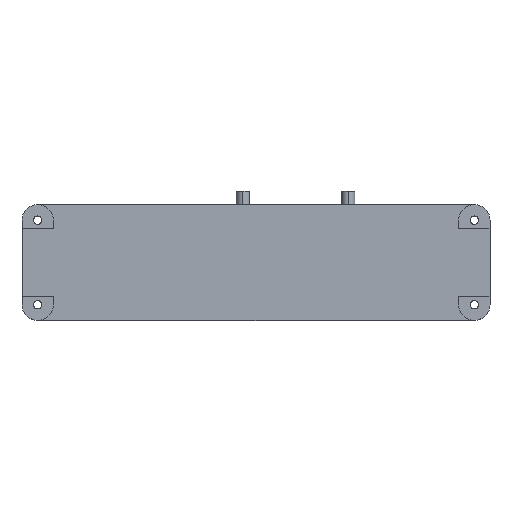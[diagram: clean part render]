
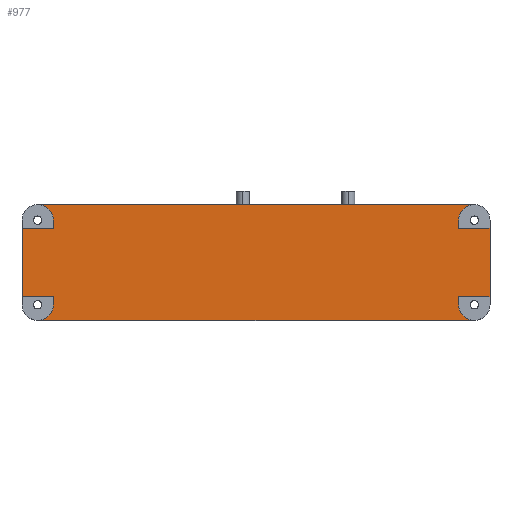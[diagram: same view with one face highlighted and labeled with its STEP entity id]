
A CAD part, top view. The second image highlights one B-rep face of the part: STEP entity #977.
In plain terms, the highlighted planar face has unit normal (0, 0, 1).
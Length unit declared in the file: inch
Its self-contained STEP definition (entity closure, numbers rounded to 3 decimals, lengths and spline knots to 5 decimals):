
#13 = VERTEX_POINT ( 'NONE', #193 ) ;
#17 = LINE ( 'NONE', #70, #64 ) ;
#21 = DIRECTION ( 'NONE',  ( 0., 0., -1. ) ) ;
#47 = ORIENTED_EDGE ( 'NONE', *, *, #81, .F. ) ;
#64 = VECTOR ( 'NONE', #1234, 39.37008 ) ;
#70 = CARTESIAN_POINT ( 'NONE',  ( 0., 0., 0.285 ) ) ;
#81 = EDGE_CURVE ( 'NONE', #2101, #115, #417, .T. ) ;
#99 = VECTOR ( 'NONE', #470, 39.37008 ) ;
#113 = VECTOR ( 'NONE', #2067, 39.37008 ) ;
#115 = VERTEX_POINT ( 'NONE', #325 ) ;
#121 = DIRECTION ( 'NONE',  ( 1., 0., 0. ) ) ;
#132 = CARTESIAN_POINT ( 'NONE',  ( 1.69587, -0.95157, 0.285 ) ) ;
#150 = CIRCLE ( 'NONE', #1848, 0.14843 ) ;
#153 = CARTESIAN_POINT ( 'NONE',  ( 1.84429, 0., 0.285 ) ) ;
#164 = EDGE_CURVE ( 'NONE', #1075, #1758, #1367, .T. ) ;
#184 = EDGE_CURVE ( 'NONE', #1416, #238, #1754, .T. ) ;
#187 = CIRCLE ( 'NONE', #653, 0.14843 ) ;
#193 = CARTESIAN_POINT ( 'NONE',  ( 1.54744, -0.95157, 0.285 ) ) ;
#208 = VECTOR ( 'NONE', #638, 39.37008 ) ;
#210 = VECTOR ( 'NONE', #1981, 39.37008 ) ;
#211 = DIRECTION ( 'NONE',  ( 1., 0., 0. ) ) ;
#233 = CARTESIAN_POINT ( 'NONE',  ( -2.59429, -0.875, 0.285 ) ) ;
#238 = VERTEX_POINT ( 'NONE', #440 ) ;
#285 = CARTESIAN_POINT ( 'NONE',  ( -2.44587, -0.95157, 0.285 ) ) ;
#310 = CARTESIAN_POINT ( 'NONE',  ( 1.84429, -0.225, 0.285 ) ) ;
#324 = ORIENTED_EDGE ( 'NONE', *, *, #430, .F. ) ;
#325 = CARTESIAN_POINT ( 'NONE',  ( -2.44587, -1.1, 0.285 ) ) ;
#332 = CARTESIAN_POINT ( 'NONE',  ( 0., -1.1, 0.285 ) ) ;
#335 = CIRCLE ( 'NONE', #625, 0.14843 ) ;
#360 = EDGE_CURVE ( 'NONE', #115, #2125, #335, .T. ) ;
#376 = CARTESIAN_POINT ( 'NONE',  ( 1.54744, -0.225, 0.285 ) ) ;
#393 = EDGE_CURVE ( 'NONE', #1890, #1653, #187, .T. ) ;
#417 = LINE ( 'NONE', #332, #2068 ) ;
#430 = EDGE_CURVE ( 'NONE', #1693, #1817, #1384, .T. ) ;
#433 = LINE ( 'NONE', #1076, #2034 ) ;
#434 = CARTESIAN_POINT ( 'NONE',  ( 1.69587, -1.1, 0.285 ) ) ;
#440 = CARTESIAN_POINT ( 'NONE',  ( -2.29744, -0.875, 0.285 ) ) ;
#453 = EDGE_CURVE ( 'NONE', #1445, #909, #1829, .T. ) ;
#463 = ORIENTED_EDGE ( 'NONE', *, *, #184, .T. ) ;
#466 = DIRECTION ( 'NONE',  ( 0., 0., 1. ) ) ;
#470 = DIRECTION ( 'NONE',  ( 0., -1., 0. ) ) ;
#471 = DIRECTION ( 'NONE',  ( 0., -1., 0. ) ) ;
#522 = DIRECTION ( 'NONE',  ( 1., 0., 0. ) ) ;
#536 = CARTESIAN_POINT ( 'NONE',  ( 0., -0.225, 0.285 ) ) ;
#557 = ORIENTED_EDGE ( 'NONE', *, *, #453, .T. ) ;
#558 = ORIENTED_EDGE ( 'NONE', *, *, #1000, .F. ) ;
#563 = LINE ( 'NONE', #1736, #113 ) ;
#590 = EDGE_LOOP ( 'NONE', ( #973, #2026, #2001, #557, #2002, #1713, #1803, #324, #558, #463, #791, #1937, #47, #917, #1527, #918 ) ) ;
#600 = EDGE_CURVE ( 'NONE', #729, #1758, #1517, .T. ) ;
#625 = AXIS2_PLACEMENT_3D ( 'NONE', #285, #2097, #121 ) ;
#638 = DIRECTION ( 'NONE',  ( 0., 1., 0. ) ) ;
#644 = CARTESIAN_POINT ( 'NONE',  ( 1.54744, 0., 0.285 ) ) ;
#653 = AXIS2_PLACEMENT_3D ( 'NONE', #920, #1390, #859 ) ;
#670 = VECTOR ( 'NONE', #988, 39.37008 ) ;
#701 = FACE_OUTER_BOUND ( 'NONE', #590, .T. ) ;
#724 = VECTOR ( 'NONE', #910, 39.37008 ) ;
#729 = VERTEX_POINT ( 'NONE', #1219 ) ;
#744 = AXIS2_PLACEMENT_3D ( 'NONE', #1609, #466, #1616 ) ;
#777 = EDGE_CURVE ( 'NONE', #1653, #1817, #433, .T. ) ;
#791 = ORIENTED_EDGE ( 'NONE', *, *, #1278, .F. ) ;
#821 = CARTESIAN_POINT ( 'NONE',  ( 1.54744, 0., 0.285 ) ) ;
#826 = LINE ( 'NONE', #644, #1697 ) ;
#838 = EDGE_CURVE ( 'NONE', #1785, #1075, #1540, .T. ) ;
#859 = DIRECTION ( 'NONE',  ( 1., 0., 0. ) ) ;
#905 = DIRECTION ( 'NONE',  ( 1., 0., 0. ) ) ;
#909 = VERTEX_POINT ( 'NONE', #1257 ) ;
#910 = DIRECTION ( 'NONE',  ( 1., 0., 0. ) ) ;
#917 = ORIENTED_EDGE ( 'NONE', *, *, #1090, .F. ) ;
#918 = ORIENTED_EDGE ( 'NONE', *, *, #600, .T. ) ;
#920 = CARTESIAN_POINT ( 'NONE',  ( -2.44587, -0.14843, 0.285 ) ) ;
#957 = VECTOR ( 'NONE', #211, 39.37008 ) ;
#973 = ORIENTED_EDGE ( 'NONE', *, *, #164, .F. ) ;
#977 = ADVANCED_FACE ( 'NONE', ( #701 ), #1435, .T. ) ;
#988 = DIRECTION ( 'NONE',  ( 0., 1., 0. ) ) ;
#1000 = EDGE_CURVE ( 'NONE', #1416, #1693, #1192, .T. ) ;
#1075 = VERTEX_POINT ( 'NONE', #310 ) ;
#1076 = CARTESIAN_POINT ( 'NONE',  ( -2.29744, 0., 0.285 ) ) ;
#1090 = EDGE_CURVE ( 'NONE', #13, #2101, #150, .T. ) ;
#1133 = DIRECTION ( 'NONE',  ( 0., 0., 1. ) ) ;
#1160 = DIRECTION ( 'NONE',  ( -1., 0., 0. ) ) ;
#1188 = CARTESIAN_POINT ( 'NONE',  ( 1.69587, -0.14843, 0.285 ) ) ;
#1192 = LINE ( 'NONE', #1456, #208 ) ;
#1198 = CARTESIAN_POINT ( 'NONE',  ( -2.29744, -0.225, 0.285 ) ) ;
#1211 = AXIS2_PLACEMENT_3D ( 'NONE', #1188, #21, #522 ) ;
#1219 = CARTESIAN_POINT ( 'NONE',  ( 1.54744, -0.875, 0.285 ) ) ;
#1234 = DIRECTION ( 'NONE',  ( 1., 0., 0. ) ) ;
#1257 = CARTESIAN_POINT ( 'NONE',  ( 1.69587, 0., 0.285 ) ) ;
#1278 = EDGE_CURVE ( 'NONE', #2125, #238, #563, .T. ) ;
#1324 = VECTOR ( 'NONE', #905, 39.37008 ) ;
#1326 = CARTESIAN_POINT ( 'NONE',  ( -2.44587, 0., 0.285 ) ) ;
#1342 = EDGE_CURVE ( 'NONE', #1890, #909, #17, .T. ) ;
#1367 = LINE ( 'NONE', #153, #99 ) ;
#1384 = LINE ( 'NONE', #536, #957 ) ;
#1388 = DIRECTION ( 'NONE',  ( 0., -1., 0. ) ) ;
#1390 = DIRECTION ( 'NONE',  ( 0., 0., -1. ) ) ;
#1416 = VERTEX_POINT ( 'NONE', #233 ) ;
#1435 = PLANE ( 'NONE',  #744 ) ;
#1445 = VERTEX_POINT ( 'NONE', #1870 ) ;
#1456 = CARTESIAN_POINT ( 'NONE',  ( -2.59429, 0., 0.285 ) ) ;
#1477 = CARTESIAN_POINT ( 'NONE',  ( -2.29744, -0.14843, 0.285 ) ) ;
#1493 = CARTESIAN_POINT ( 'NONE',  ( 0., -0.875, 0.285 ) ) ;
#1517 = LINE ( 'NONE', #1493, #210 ) ;
#1527 = ORIENTED_EDGE ( 'NONE', *, *, #1966, .F. ) ;
#1540 = LINE ( 'NONE', #1560, #724 ) ;
#1560 = CARTESIAN_POINT ( 'NONE',  ( 0., -0.225, 0.285 ) ) ;
#1576 = LINE ( 'NONE', #821, #670 ) ;
#1609 = CARTESIAN_POINT ( 'NONE',  ( 0., 0., 0.285 ) ) ;
#1612 = CARTESIAN_POINT ( 'NONE',  ( 0., -0.875, 0.285 ) ) ;
#1616 = DIRECTION ( 'NONE',  ( 1., 0., 0. ) ) ;
#1653 = VERTEX_POINT ( 'NONE', #1477 ) ;
#1693 = VERTEX_POINT ( 'NONE', #2133 ) ;
#1697 = VECTOR ( 'NONE', #471, 39.37008 ) ;
#1709 = EDGE_CURVE ( 'NONE', #1785, #1445, #1576, .T. ) ;
#1713 = ORIENTED_EDGE ( 'NONE', *, *, #393, .T. ) ;
#1736 = CARTESIAN_POINT ( 'NONE',  ( -2.29744, 0., 0.285 ) ) ;
#1747 = CARTESIAN_POINT ( 'NONE',  ( -2.29744, -0.95157, 0.285 ) ) ;
#1754 = LINE ( 'NONE', #1612, #1324 ) ;
#1758 = VERTEX_POINT ( 'NONE', #1844 ) ;
#1785 = VERTEX_POINT ( 'NONE', #376 ) ;
#1803 = ORIENTED_EDGE ( 'NONE', *, *, #777, .T. ) ;
#1817 = VERTEX_POINT ( 'NONE', #1198 ) ;
#1829 = CIRCLE ( 'NONE', #1211, 0.14843 ) ;
#1844 = CARTESIAN_POINT ( 'NONE',  ( 1.84429, -0.875, 0.285 ) ) ;
#1848 = AXIS2_PLACEMENT_3D ( 'NONE', #132, #1133, #2113 ) ;
#1870 = CARTESIAN_POINT ( 'NONE',  ( 1.54744, -0.14843, 0.285 ) ) ;
#1890 = VERTEX_POINT ( 'NONE', #1326 ) ;
#1937 = ORIENTED_EDGE ( 'NONE', *, *, #360, .F. ) ;
#1966 = EDGE_CURVE ( 'NONE', #729, #13, #826, .T. ) ;
#1981 = DIRECTION ( 'NONE',  ( 1., 0., 0. ) ) ;
#2001 = ORIENTED_EDGE ( 'NONE', *, *, #1709, .T. ) ;
#2002 = ORIENTED_EDGE ( 'NONE', *, *, #1342, .F. ) ;
#2026 = ORIENTED_EDGE ( 'NONE', *, *, #838, .F. ) ;
#2034 = VECTOR ( 'NONE', #1388, 39.37008 ) ;
#2067 = DIRECTION ( 'NONE',  ( 0., 1., 0. ) ) ;
#2068 = VECTOR ( 'NONE', #1160, 39.37008 ) ;
#2097 = DIRECTION ( 'NONE',  ( 0., 0., 1. ) ) ;
#2101 = VERTEX_POINT ( 'NONE', #434 ) ;
#2113 = DIRECTION ( 'NONE',  ( 1., 0., 0. ) ) ;
#2125 = VERTEX_POINT ( 'NONE', #1747 ) ;
#2133 = CARTESIAN_POINT ( 'NONE',  ( -2.59429, -0.225, 0.285 ) ) ;
